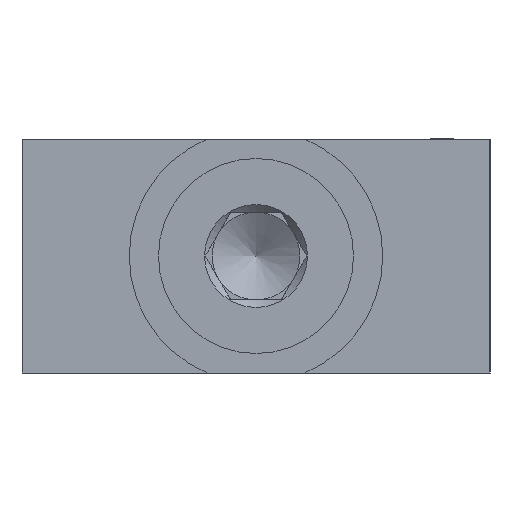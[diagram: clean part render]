
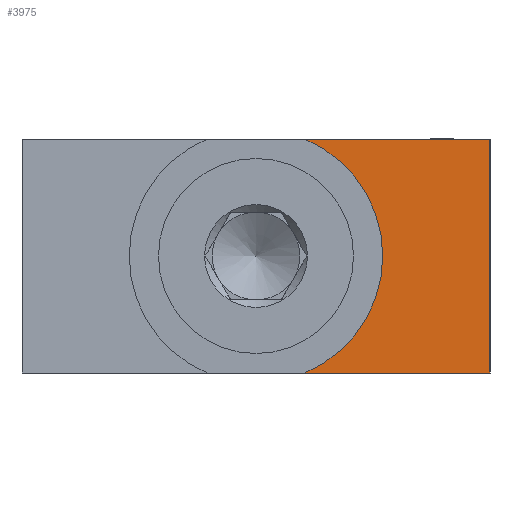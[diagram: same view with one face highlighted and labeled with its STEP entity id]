
A CAD part, left-side view. The second image highlights one B-rep face of the part: STEP entity #3975.
In plain terms, the highlighted planar face has unit normal (-1, 0, 0).
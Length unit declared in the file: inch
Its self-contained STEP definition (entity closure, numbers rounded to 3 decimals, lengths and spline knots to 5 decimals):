
#2823=CARTESIAN_POINT('',(0.0,1.1875,0.75));
#2824=VERTEX_POINT('',#2823);
#2831=CARTESIAN_POINT('',(0.0,0.0,0.75));
#2832=VERTEX_POINT('',#2831);
#2833=CARTESIAN_POINT('',(0.0,0.0,0.75));
#2834=DIRECTION('',(0.0,1.0,0.0));
#2835=VECTOR('',#2834,1.1875);
#2836=LINE('',#2833,#2835);
#2837=EDGE_CURVE('',#2832,#2824,#2836,.T.);
#3909=CARTESIAN_POINT('',(0.0,1.1875,-0.75));
#3910=VERTEX_POINT('',#3909);
#3917=CARTESIAN_POINT('',(0.0,1.5,0.0));
#3918=DIRECTION('',(1.0,0.0,0.0));
#3919=DIRECTION('',(0.0,0.0,-1.0));
#3920=AXIS2_PLACEMENT_3D('',#3917,#3918,#3919);
#3921=CIRCLE('',#3920,0.8125);
#3922=EDGE_CURVE('',#2824,#3910,#3921,.T.);
#3952=CARTESIAN_POINT('',(0.0,0.0,0.0));
#3953=DIRECTION('',(-1.0,0.0,0.0));
#3954=DIRECTION('',(0.0,0.0,1.0));
#3955=AXIS2_PLACEMENT_3D('',#3952,#3953,#3954);
#3956=PLANE('',#3955);
#3957=ORIENTED_EDGE('',*,*,#3922,.T.);
#3958=CARTESIAN_POINT('',(0.0,0.0,-0.75));
#3959=VERTEX_POINT('',#3958);
#3960=CARTESIAN_POINT('',(0.0,1.1875,-0.75));
#3961=DIRECTION('',(0.0,-1.0,0.0));
#3962=VECTOR('',#3961,1.1875);
#3963=LINE('',#3960,#3962);
#3964=EDGE_CURVE('',#3910,#3959,#3963,.T.);
#3965=ORIENTED_EDGE('',*,*,#3964,.T.);
#3966=CARTESIAN_POINT('',(0.0,0.0,0.75));
#3967=DIRECTION('',(0.0,0.0,-1.0));
#3968=VECTOR('',#3967,1.5);
#3969=LINE('',#3966,#3968);
#3970=EDGE_CURVE('',#2832,#3959,#3969,.T.);
#3971=ORIENTED_EDGE('',*,*,#3970,.F.);
#3972=ORIENTED_EDGE('',*,*,#2837,.T.);
#3973=EDGE_LOOP('',(#3957,#3965,#3971,#3972));
#3974=FACE_OUTER_BOUND('',#3973,.T.);
#3975=ADVANCED_FACE('',(#3974),#3956,.T.);
